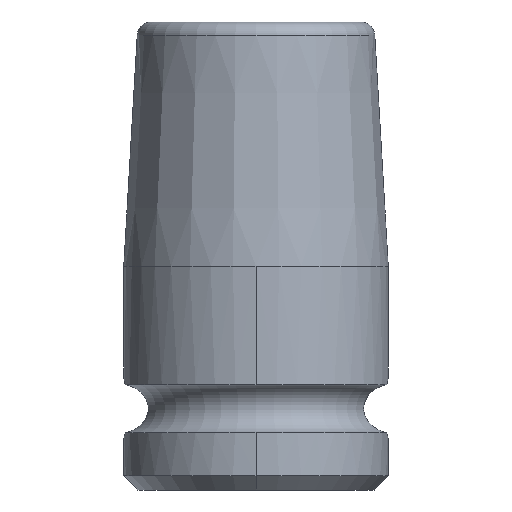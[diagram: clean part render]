
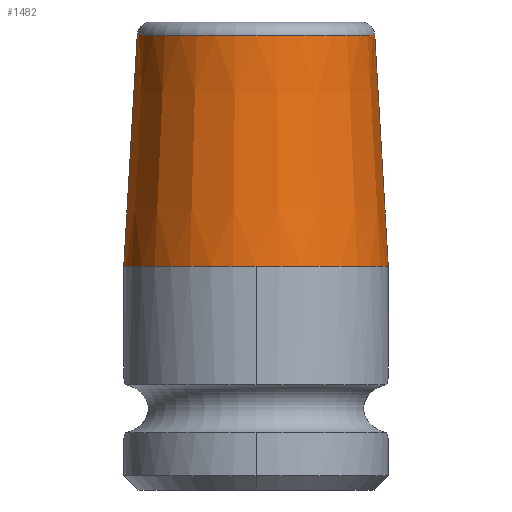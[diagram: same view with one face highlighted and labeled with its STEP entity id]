
A CAD part, left-side view. The second image highlights one B-rep face of the part: STEP entity #1482.
In plain terms, the highlighted conical face has half-angle 3.338 degrees and reference radius 6.169 mm.
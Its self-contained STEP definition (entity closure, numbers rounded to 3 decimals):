
#340=DIRECTION('',(0.,0.058,-0.998));
#341=VECTOR('',#340,11.36);
#342=CARTESIAN_POINT('',(0.,5.838,
22.341));
#343=LINE('',#342,#341);
#344=DIRECTION('',(0.,-0.058,-0.998));
#345=VECTOR('',#344,11.36);
#346=CARTESIAN_POINT('',(0.,-5.838,
22.341));
#347=LINE('',#346,#345);
#348=CARTESIAN_POINT('',(0.,0.,22.341));
#349=DIRECTION('',(0.,0.,1.));
#350=DIRECTION('',(0.,1.,0.));
#351=AXIS2_PLACEMENT_3D('',#348,#349,#350);
#423=CARTESIAN_POINT('',(0.,0.,11.));
#424=DIRECTION('',(0.,0.,1.));
#425=DIRECTION('',(-1.,0.,0.));
#426=AXIS2_PLACEMENT_3D('',#423,#424,#425);
#471=CARTESIAN_POINT('',(0.,0.,11.));
#472=DIRECTION('',(0.,0.,1.));
#473=DIRECTION('',(0.,1.,0.));
#474=AXIS2_PLACEMENT_3D('',#471,#472,#473);
#1059=CARTESIAN_POINT('',(0.,6.5,11.));
#1060=CARTESIAN_POINT('',(-6.5,0.,11.));
#1061=VERTEX_POINT('',#1059);
#1062=VERTEX_POINT('',#1060);
#1063=CARTESIAN_POINT('',(0.,-6.5,11.));
#1064=VERTEX_POINT('',#1063);
#1071=CARTESIAN_POINT('',(0.,5.838,22.341));
#1072=CARTESIAN_POINT('',(0.,-5.838,22.341));
#1073=VERTEX_POINT('',#1071);
#1074=VERTEX_POINT('',#1072);
#1468=CARTESIAN_POINT('',(0.,0.,16.67));
#1469=DIRECTION('',(0.,0.,-1.));
#1470=DIRECTION('',(0.,-1.,0.));
#1471=AXIS2_PLACEMENT_3D('',#1468,#1469,#1470);
#1472=CONICAL_SURFACE('',#1471,6.169,3.338);
#1473=ORIENTED_EDGE('',*,*,#1431,.T.);
#1474=ORIENTED_EDGE('',*,*,#1463,.T.);
#1476=ORIENTED_EDGE('',*,*,#1475,.F.);
#1478=ORIENTED_EDGE('',*,*,#1477,.F.);
#1479=ORIENTED_EDGE('',*,*,#1457,.F.);
#1480=EDGE_LOOP('',(#1473,#1474,#1476,#1478,#1479));
#1481=FACE_OUTER_BOUND('',#1480,.F.);
#1482=ADVANCED_FACE('',(#1481),#1472,.T.);
#352=CIRCLE('',#351,5.838);
#427=CIRCLE('',#426,6.5);
#475=CIRCLE('',#474,6.5);
#1431=EDGE_CURVE('',#1073,#1074,#352,.T.);
#1457=EDGE_CURVE('',#1073,#1061,#343,.T.);
#1463=EDGE_CURVE('',#1074,#1064,#347,.T.);
#1475=EDGE_CURVE('',#1062,#1064,#427,.T.);
#1477=EDGE_CURVE('',#1061,#1062,#475,.T.);
